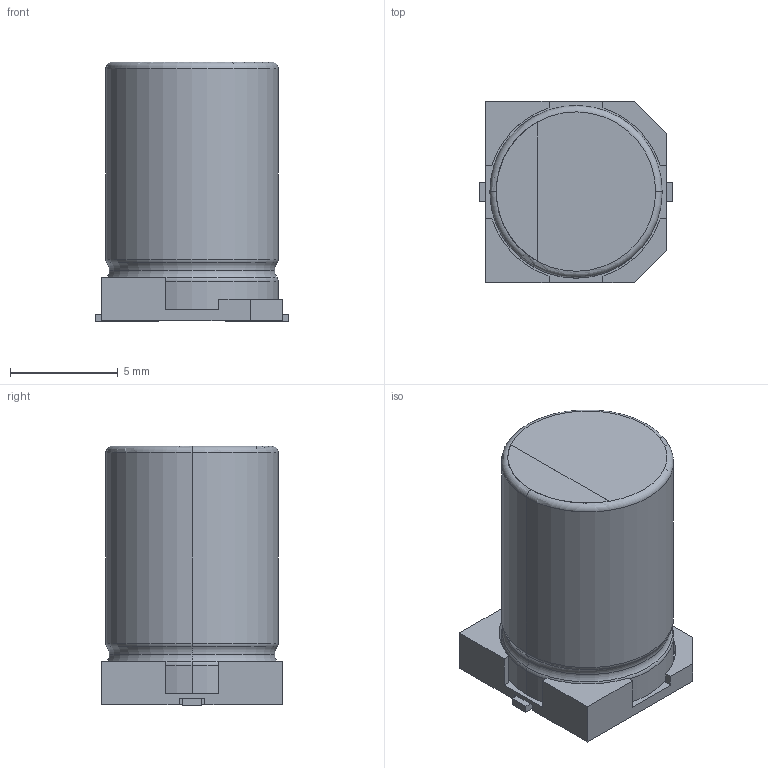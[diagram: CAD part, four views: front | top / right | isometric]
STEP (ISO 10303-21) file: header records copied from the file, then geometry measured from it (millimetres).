
FILE_DESCRIPTION (( 'STEP AP214' ), '1' );
FILE_NAME ('CAP-SMD_BD8.0-L8.4-W8.4-LS9.0-FD.step', '2022-07-01T06:31:05', ( '' ), ( '' ), 'SwSTEP 2.0', 'SolidWorks 2020', '' );
FILE_SCHEMA (( 'AUTOMOTIVE_DESIGN' ));
Length unit declared in the file: millimetre
Products named in the file (1): CAP-SMD_BD8.0-L8.4-W8.4-LS9.0-FD
Bounding box: 9 x 8.4 x 12.05 mm (x, y, z)
Volume: 624.3 mm3; surface area: 489.9 mm2
Topology: 1 solids, 1 shells, 286 faces, 774 edges, 510 vertices
Faces by surface type: plane 169, bspline 98, torus 10, cylinder 9
Entity records: 12603 total; most frequent: CARTESIAN_POINT 2877, ORIENTED_EDGE 1548, DIRECTION 989, EDGE_CURVE 774, LINE 537, VECTOR 537, VERTEX_POINT 510, EDGE_LOOP 306
